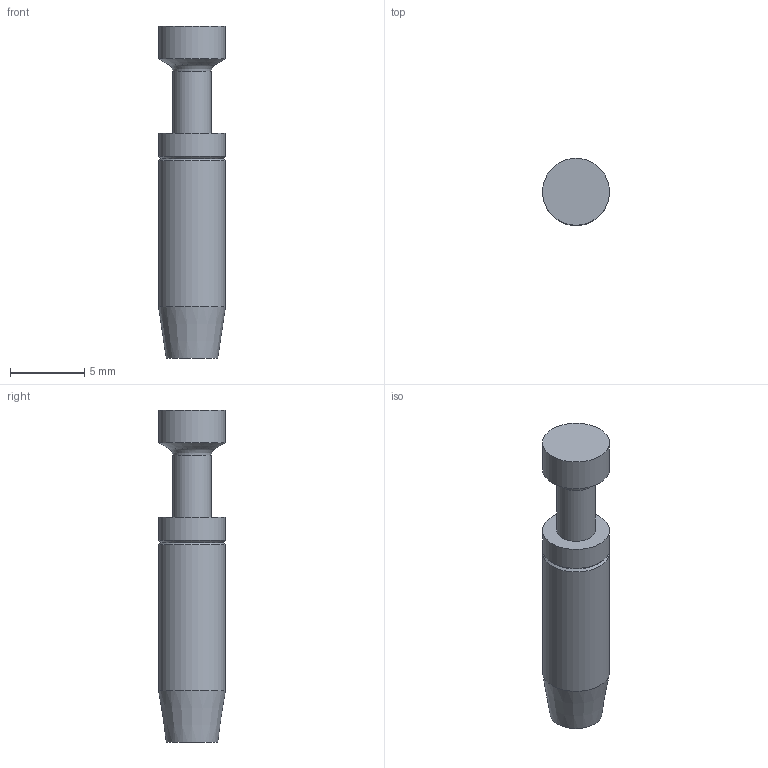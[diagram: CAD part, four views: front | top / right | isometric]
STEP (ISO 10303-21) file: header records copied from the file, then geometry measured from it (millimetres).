
FILE_DESCRIPTION(/* description */ (''),/* implementation_level */ '2;1');
FILE_NAME(/* name */ 'n 02 025 0036 x.stp',/* time_stamp */ '2018-09-25T11:35:08+02:00',/* author */ (''),/* organization */ (''),/* preprocessor_version */ 'ST-DEVELOPER v16',/* originating_system */ 'SIEMENS PLM Software NX 11.0',/* authorisation */ '');
FILE_SCHEMA (('AUTOMOTIVE_DESIGN { 1 0 10303 214 3 1 1 1 }'));
Length unit declared in the file: millimetre
Products named in the file (1): n 02 025 0036nxm001-02
Bounding box: 4.5 x 4.5 x 22.3 mm (x, y, z)
Volume: 224.8 mm3; surface area: 418.2 mm2
Topology: 1 solids, 1 shells, 16 faces, 33 edges, 19 vertices
Faces by surface type: cone 8, cylinder 5, plane 2, torus 1
Full cylindrical faces by diameter (mm): 2.6 x1, 3 x1, 4.5 x3
Entity records: 342 total; most frequent: DIRECTION 64, CARTESIAN_POINT 48, AXIS2_PLACEMENT_3D 32, FACE_BOUND 30, EDGE_LOOP 30, ORIENTED_EDGE 30, ADVANCED_FACE 16, VERTEX_POINT 16
